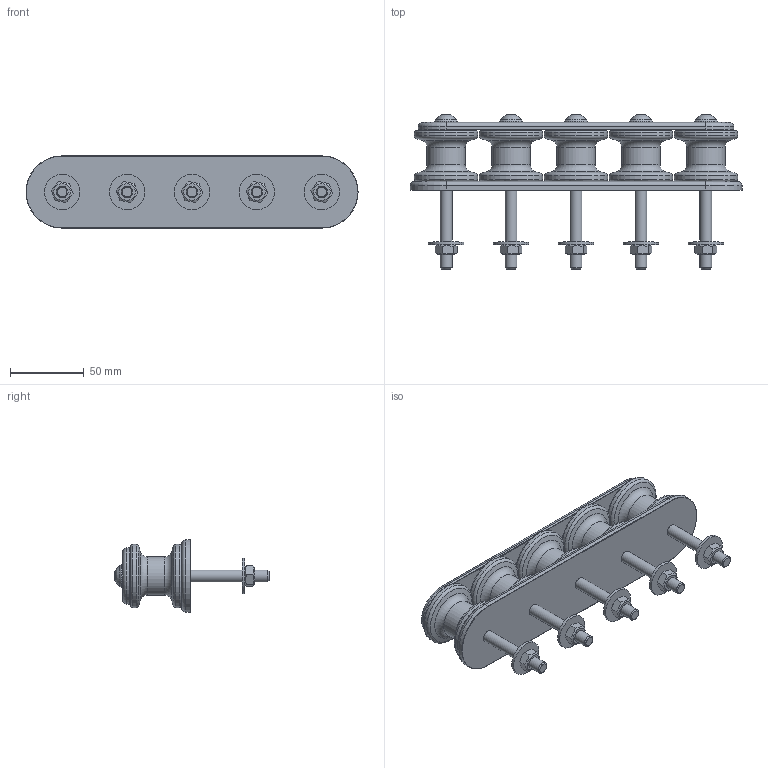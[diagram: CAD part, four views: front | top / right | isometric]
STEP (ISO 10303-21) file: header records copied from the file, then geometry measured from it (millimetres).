
FILE_DESCRIPTION(/* description */ (''),/* implementation_level */ '2;1');
FILE_NAME(/* name */ '525.052.stp',/* time_stamp */ '2020-04-17T11:23:03+02:00',/* author */ ('gianni'),/* organization */ (''),/* preprocessor_version */ 'ST-DEVELOPER v18.1',/* originating_system */ 'Autodesk Inventor 2021',/* authorisation */ '');
FILE_SCHEMA (('AUTOMOTIVE_DESIGN { 1 0 10303 214 3 1 1 }'));
Length unit declared in the file: millimetre
Products named in the file (1): 20041706
Bounding box: 225 x 104.4 x 49 mm (x, y, z)
Volume: 271602.8 mm3; surface area: 88273.6 mm2
Topology: 1 solids, 1 shells, 543 faces, 946 edges, 737 vertices
Faces by surface type: sphere 290, plane 108, cylinder 57, torus 43, cone 40, bspline 5
Full cylindrical faces by diameter (mm): 8 x10, 12 x10, 15.6 x5, 24 x5, 26 x5, 43 x10
Entity records: 13790 total; most frequent: CARTESIAN_POINT 2617, DIRECTION 2541, ORIENTED_EDGE 1892, AXIS2_PLACEMENT_3D 1186, EDGE_CURVE 946, EDGE_LOOP 883, VERTEX_POINT 737, CIRCLE 647
